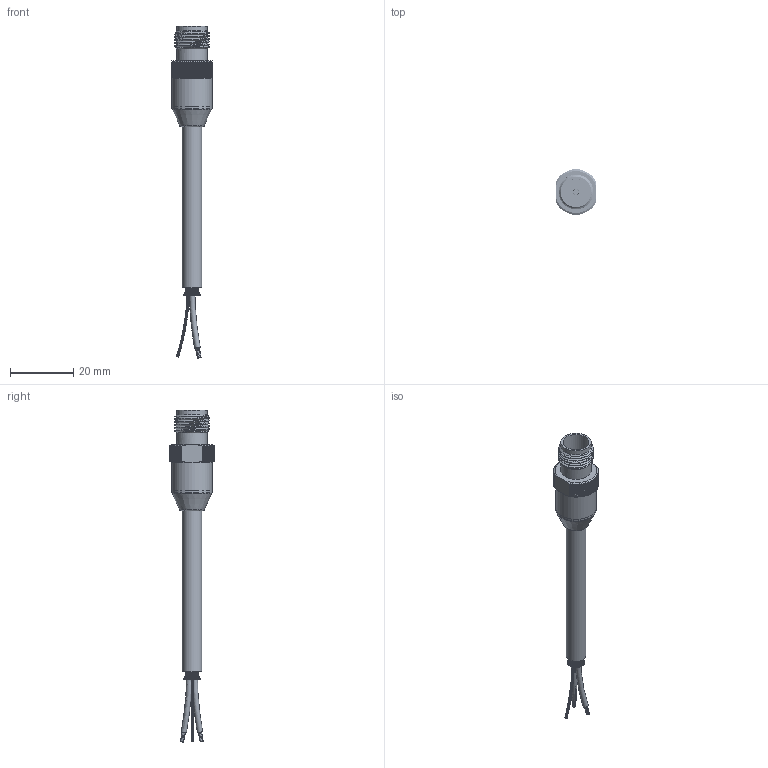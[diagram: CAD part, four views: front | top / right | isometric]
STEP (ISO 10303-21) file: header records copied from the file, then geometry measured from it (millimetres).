
FILE_DESCRIPTION(/* description */ (''),/* implementation_level */ '2;1');
FILE_NAME(/* name */ 'C490.stp',/* time_stamp */ '2025-05-20T09:29:35-04:00',/* author */ ('cthayer'),/* organization */ (''),/* preprocessor_version */ 'ST-DEVELOPER v20',/* originating_system */ 'Autodesk Inventor 2025',/* authorisation */ '');
FILE_SCHEMA (('AUTOMOTIVE_DESIGN { 1 0 10303 214 3 1 1 }'));
Products named in the file (6): C490; CBP10487; CBP10487, BODY; CBP10487, SOCKET_V2; MSP10137; CB103
Assembly tree (5 placements, depth 3):
  C490
    CBP10487
      CBP10487, BODY
      CBP10487, SOCKET_V2
    MSP10137
    CB103
Bounding box: 12.7 x 14.47 x 104.83 mm (x, y, z)
Volume: 4609.8 mm3; surface area: 4810.3 mm2
Topology: 42 solids, 42 shells, 941 faces, 2994 edges, 1904 vertices
Faces by surface type: bspline 403, plane 362, cylinder 139, torus 22, cone 15
Full cylindrical faces by diameter (mm): 0.127 x19, 0.203 x38, 0.965 x1, 1.27 x1, 2.096 x1, 2.159 x1, 3.353 x1, 3.683 x1, 3.988 x1, 4.115 x1, 4.142 x1, 4.267 x1, 6.223 x1, 6.731 x2, 8.204 x1, 9.652 x2, 9.728 x1, 10.16 x1, 10.922 x4, 12.7 x2
Entity records: 58938 total; most frequent: CARTESIAN_POINT 34467, ORIENTED_EDGE 5990, DIRECTION 3875, EDGE_CURVE 2995, VERTEX_POINT 1904, AXIS2_PLACEMENT_3D 1793, B_SPLINE_CURVE_WITH_KNOTS 1255, CIRCLE 1241
